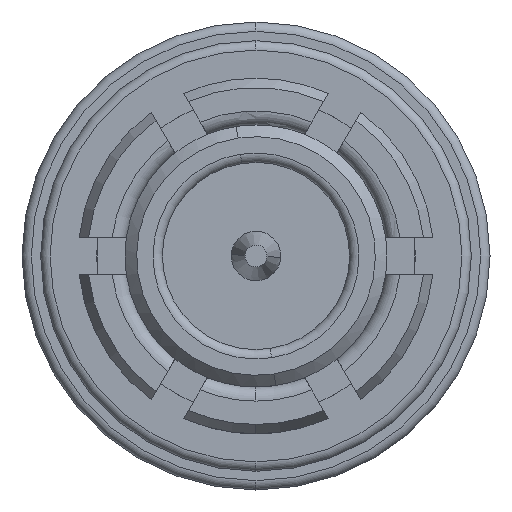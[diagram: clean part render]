
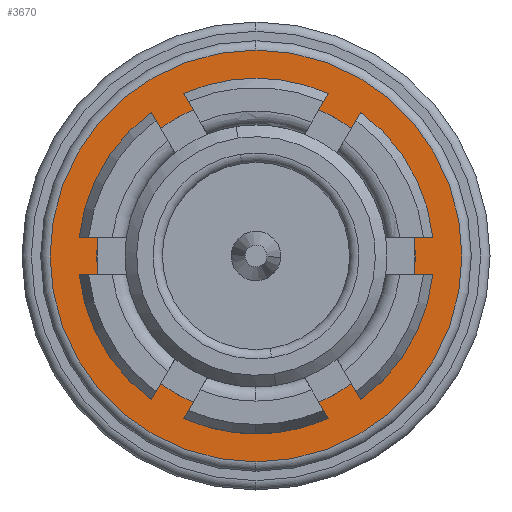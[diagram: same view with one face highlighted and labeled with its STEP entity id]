
A CAD part, left-side view. The second image highlights one B-rep face of the part: STEP entity #3670.
In plain terms, the highlighted planar face has unit normal (-1, 0, 0).
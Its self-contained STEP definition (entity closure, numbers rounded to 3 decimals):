
#247 = VERTEX_POINT ( 'NONE', #1939 ) ;
#316 = EDGE_LOOP ( 'NONE', ( #7452, #2486 ) ) ;
#439 = EDGE_CURVE ( 'NONE', #3576, #247, #3199, .T. ) ;
#469 = AXIS2_PLACEMENT_3D ( 'NONE', #6221, #2094, #6903 ) ;
#909 = EDGE_CURVE ( 'NONE', #247, #3576, #4431, .T. ) ;
#1118 = CARTESIAN_POINT ( 'NONE',  ( -0.9, 0., 0. ) ) ;
#1537 = FACE_OUTER_BOUND ( 'NONE', #316, .T. ) ;
#1704 = VERTEX_POINT ( 'NONE', #6604 ) ;
#1800 = DIRECTION ( 'NONE',  ( 0., 0., 1. ) ) ;
#1863 = CARTESIAN_POINT ( 'NONE',  ( -0.9, 0., 0. ) ) ;
#1881 = ORIENTED_EDGE ( 'NONE', *, *, #8925, .F. ) ;
#1939 = CARTESIAN_POINT ( 'NONE',  ( -0.9, 0., -2.2 ) ) ;
#2094 = DIRECTION ( 'NONE',  ( 1., 0., 0. ) ) ;
#2311 = CARTESIAN_POINT ( 'NONE',  ( -0.9, 0., 0. ) ) ;
#2408 = CIRCLE ( 'NONE', #6611, 1.7 ) ;
#2422 = EDGE_LOOP ( 'NONE', ( #1881, #5060 ) ) ;
#2426 = VERTEX_POINT ( 'NONE', #3301 ) ;
#2486 = ORIENTED_EDGE ( 'NONE', *, *, #439, .T. ) ;
#2970 = DIRECTION ( 'NONE',  ( 0., 0., 1. ) ) ;
#3137 = CIRCLE ( 'NONE', #8109, 1.7 ) ;
#3199 = CIRCLE ( 'NONE', #3231, 2.2 ) ;
#3231 = AXIS2_PLACEMENT_3D ( 'NONE', #7697, #5672, #6307 ) ;
#3301 = CARTESIAN_POINT ( 'NONE',  ( -0.9, 0., -1.7 ) ) ;
#3576 = VERTEX_POINT ( 'NONE', #7424 ) ;
#3670 = ADVANCED_FACE ( 'NONE', ( #1537, #5185 ), #8928, .F. ) ;
#4431 = CIRCLE ( 'NONE', #7991, 2.2 ) ;
#5060 = ORIENTED_EDGE ( 'NONE', *, *, #7943, .F. ) ;
#5185 = FACE_BOUND ( 'NONE', #2422, .T. ) ;
#5672 = DIRECTION ( 'NONE',  ( -1., 0., 0. ) ) ;
#5930 = DIRECTION ( 'NONE',  ( -1., 0., 0. ) ) ;
#6210 = DIRECTION ( 'NONE',  ( -1., 0., 0. ) ) ;
#6221 = CARTESIAN_POINT ( 'NONE',  ( -0.9, 1.7, 0. ) ) ;
#6307 = DIRECTION ( 'NONE',  ( 0., 0., -1. ) ) ;
#6604 = CARTESIAN_POINT ( 'NONE',  ( -0.9, 0., 1.7 ) ) ;
#6611 = AXIS2_PLACEMENT_3D ( 'NONE', #1118, #5930, #1800 ) ;
#6903 = DIRECTION ( 'NONE',  ( 0., 0., -1. ) ) ;
#7118 = DIRECTION ( 'NONE',  ( -1., 0., 0. ) ) ;
#7424 = CARTESIAN_POINT ( 'NONE',  ( -0.9, 0., 2.2 ) ) ;
#7452 = ORIENTED_EDGE ( 'NONE', *, *, #909, .T. ) ;
#7697 = CARTESIAN_POINT ( 'NONE',  ( -0.9, 0., 0. ) ) ;
#7943 = EDGE_CURVE ( 'NONE', #2426, #1704, #3137, .T. ) ;
#7991 = AXIS2_PLACEMENT_3D ( 'NONE', #1863, #6210, #8792 ) ;
#8109 = AXIS2_PLACEMENT_3D ( 'NONE', #2311, #7118, #2970 ) ;
#8792 = DIRECTION ( 'NONE',  ( 0., 0., -1. ) ) ;
#8925 = EDGE_CURVE ( 'NONE', #1704, #2426, #2408, .T. ) ;
#8928 = PLANE ( 'NONE',  #469 ) ;
